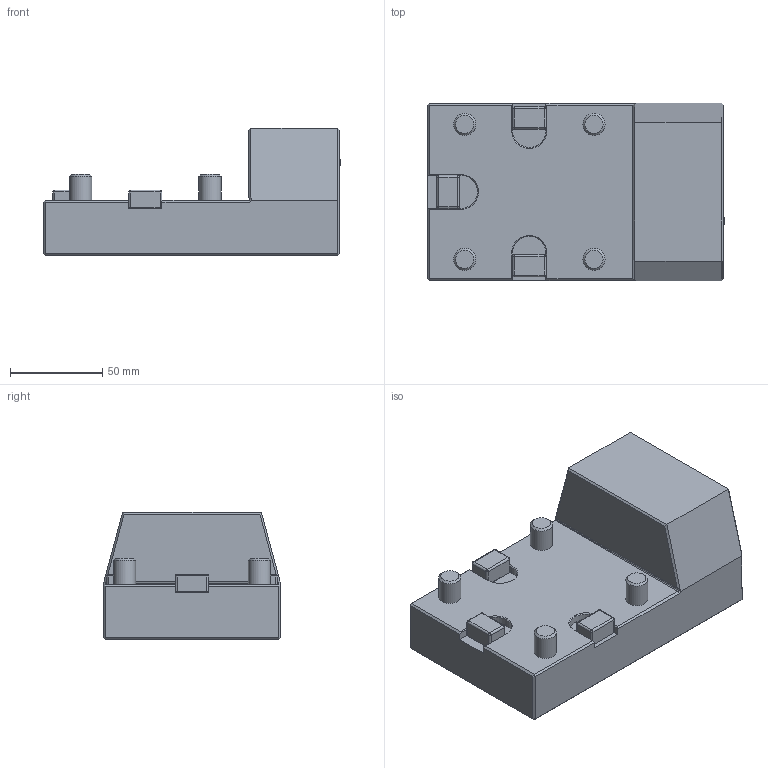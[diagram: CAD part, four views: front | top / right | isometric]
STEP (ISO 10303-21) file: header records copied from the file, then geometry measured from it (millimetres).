
FILE_DESCRIPTION(/* description */ (''),/* implementation_level */ '2;1');
FILE_NAME(/* name */ '1615906576024.stp',/* time_stamp */ '2021-03-16T15:56:21+01:00',/* author */ (''),/* organization */ ('SMS'),/* preprocessor_version */ 'ST-DEVELOPER v16.7',/* originating_system */ 'SIEMENS PLM Software NX 12.0',/* authorisation */ '');
FILE_SCHEMA (('AUTOMOTIVE_DESIGN { 1 0 10303 214 3 1 1 1 }'));
Length unit declared in the file: millimetre
Products named in the file (1): 203432972mod000_00
Bounding box: 160.5 x 96 x 69 mm (x, y, z)
Volume: 588263.7 mm3; surface area: 63650.3 mm2
Topology: 1 solids, 1 shells, 220 faces, 561 edges, 335 vertices
Faces by surface type: plane 147, cylinder 39, sphere 17, cone 11, bspline 5, torus 1
Full cylindrical faces by diameter (mm): 2.5 x1, 5.7 x1, 12 x4, 31.6 x1
Entity records: 6603 total; most frequent: CARTESIAN_POINT 1389, DIRECTION 1056, ORIENTED_EDGE 1050, EDGE_CURVE 525, LINE 392, VECTOR 392, AXIS2_PLACEMENT_3D 332, VERTEX_POINT 326
